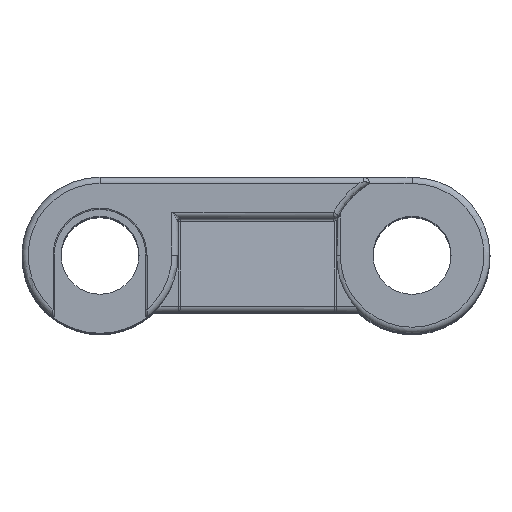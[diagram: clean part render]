
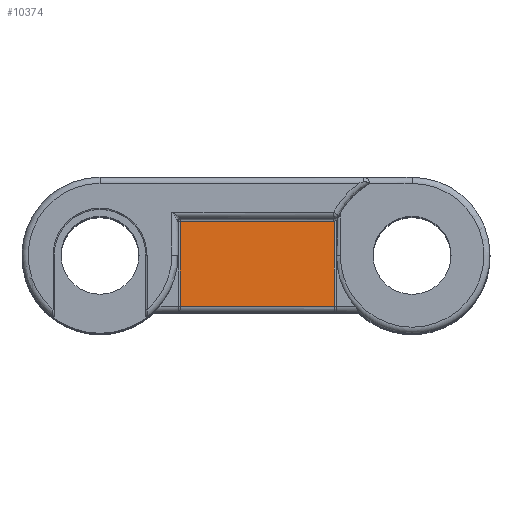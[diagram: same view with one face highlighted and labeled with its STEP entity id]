
A CAD part, top view. The second image highlights one B-rep face of the part: STEP entity #10374.
In plain terms, the highlighted planar face has unit normal (0.153, -0.018, 0.988).
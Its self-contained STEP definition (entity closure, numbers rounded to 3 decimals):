
#142 = LINE ( 'NONE', #6837, #11080 ) ;
#397 = VERTEX_POINT ( 'NONE', #6893 ) ;
#452 = EDGE_CURVE ( 'NONE', #397, #2314, #5114, .T. ) ;
#509 = CARTESIAN_POINT ( 'NONE',  ( -6.174, -4.65, 33.298 ) ) ;
#1002 = ORIENTED_EDGE ( 'NONE', *, *, #10885, .T. ) ;
#1037 =( BOUNDED_CURVE ( )  B_SPLINE_CURVE ( 3, ( #2081, #5860, #4919, #8675 ),
 .UNSPECIFIED., .F., .F. ) 
 B_SPLINE_CURVE_WITH_KNOTS ( ( 4, 4 ),
 ( 4.492, 4.599 ),
 .UNSPECIFIED. ) 
 CURVE ( )  GEOMETRIC_REPRESENTATION_ITEM ( )  RATIONAL_B_SPLINE_CURVE ( ( 1., 0.999, 0.999, 1. ) ) 
 REPRESENTATION_ITEM ( '' )  );
#1380 = LINE ( 'NONE', #509, #6843 ) ;
#1527 = VERTEX_POINT ( 'NONE', #6699 ) ;
#2048 = VERTEX_POINT ( 'NONE', #2302 ) ;
#2081 = CARTESIAN_POINT ( 'NONE',  ( 6.394, 2.758, 31.48 ) ) ;
#2302 = CARTESIAN_POINT ( 'NONE',  ( -6.172, -4.159, 33.307 ) ) ;
#2308 = DIRECTION ( 'NONE',  ( 0.988, 0., -0.153 ) ) ;
#2314 = VERTEX_POINT ( 'NONE', #10420 ) ;
#2638 = AXIS2_PLACEMENT_3D ( 'NONE', #3646, #7404, #2308 ) ;
#3119 = ORIENTED_EDGE ( 'NONE', *, *, #9538, .T. ) ;
#3646 = CARTESIAN_POINT ( 'NONE',  ( -6.174, -4.65, 33.298 ) ) ;
#4201 = VERTEX_POINT ( 'NONE', #5887 ) ;
#4831 = VECTOR ( 'NONE', #8862, 1000. ) ;
#4911 = DIRECTION ( 'NONE',  ( -0.003, -1., -0.017 ) ) ;
#4919 = CARTESIAN_POINT ( 'NONE',  ( 6.348, 2.754, 31.487 ) ) ;
#5114 = LINE ( 'NONE', #10590, #4831 ) ;
#5860 = CARTESIAN_POINT ( 'NONE',  ( 6.371, 2.756, 31.483 ) ) ;
#5887 = CARTESIAN_POINT ( 'NONE',  ( 6.375, -4.159, 31.36 ) ) ;
#5914 = ORIENTED_EDGE ( 'NONE', *, *, #7140, .F. ) ;
#6038 = ORIENTED_EDGE ( 'NONE', *, *, #6158, .T. ) ;
#6158 = EDGE_CURVE ( 'NONE', #2314, #2048, #1380, .T. ) ;
#6699 = CARTESIAN_POINT ( 'NONE',  ( 6.394, 2.758, 31.48 ) ) ;
#6708 = LINE ( 'NONE', #7570, #7181 ) ;
#6837 = CARTESIAN_POINT ( 'NONE',  ( 6.374, -4.65, 31.352 ) ) ;
#6843 = VECTOR ( 'NONE', #9035, 1000. ) ;
#6862 = ORIENTED_EDGE ( 'NONE', *, *, #452, .T. ) ;
#6893 = CARTESIAN_POINT ( 'NONE',  ( 6.325, 2.754, 31.49 ) ) ;
#7140 = EDGE_CURVE ( 'NONE', #1527, #4201, #142, .T. ) ;
#7181 = VECTOR ( 'NONE', #12141, 1000. ) ;
#7404 = DIRECTION ( 'NONE',  ( 0.153, -0.017, 0.988 ) ) ;
#7570 = CARTESIAN_POINT ( 'NONE',  ( 6.375, -4.159, 31.36 ) ) ;
#8675 = CARTESIAN_POINT ( 'NONE',  ( 6.325, 2.754, 31.49 ) ) ;
#8862 = DIRECTION ( 'NONE',  ( -0.988, 0., 0.153 ) ) ;
#9035 = DIRECTION ( 'NONE',  ( -0.003, -1., -0.017 ) ) ;
#9066 = FACE_OUTER_BOUND ( 'NONE', #10458, .T. ) ;
#9538 = EDGE_CURVE ( 'NONE', #1527, #397, #1037, .T. ) ;
#10374 = ADVANCED_FACE ( 'NONE', ( #9066 ), #10754, .T. ) ;
#10420 = CARTESIAN_POINT ( 'NONE',  ( -6.154, 2.754, 33.426 ) ) ;
#10458 = EDGE_LOOP ( 'NONE', ( #5914, #3119, #6862, #6038, #1002 ) ) ;
#10590 = CARTESIAN_POINT ( 'NONE',  ( -6.154, 2.754, 33.426 ) ) ;
#10754 = PLANE ( 'NONE',  #2638 ) ;
#10885 = EDGE_CURVE ( 'NONE', #2048, #4201, #6708, .T. ) ;
#11080 = VECTOR ( 'NONE', #4911, 1000. ) ;
#12141 = DIRECTION ( 'NONE',  ( 0.988, 0., -0.153 ) ) ;
